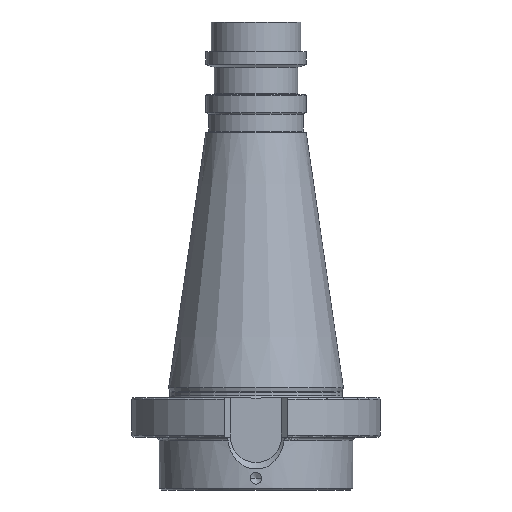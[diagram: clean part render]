
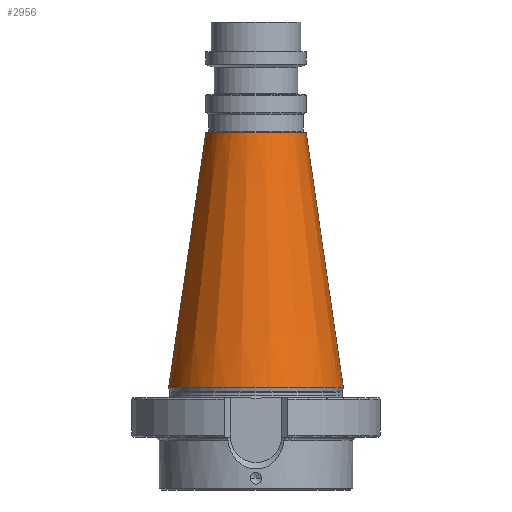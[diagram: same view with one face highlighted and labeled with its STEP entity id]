
A CAD part, left-side view. The second image highlights one B-rep face of the part: STEP entity #2956.
In plain terms, the highlighted conical face has half-angle 8.297 degrees and reference radius 17.391 mm.
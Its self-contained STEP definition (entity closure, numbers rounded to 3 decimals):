
#836=CARTESIAN_POINT('',(0.,0.,-0.9));
#837=DIRECTION('',(0.,0.,-1.));
#838=DIRECTION('',(0.,1.,0.));
#839=AXIS2_PLACEMENT_3D('',#836,#837,#838);
#844=CARTESIAN_POINT('',(0.,0.,-65.4));
#845=DIRECTION('',(0.,0.,-1.));
#846=DIRECTION('',(0.,1.,0.));
#847=AXIS2_PLACEMENT_3D('',#844,#845,#846);
#852=DIRECTION('',(0.,0.144,0.99));
#853=VECTOR('',#852,65.182);
#854=CARTESIAN_POINT('',(0.,12.688,-65.4));
#855=LINE('',#854,#853);
#859=DIRECTION('',(0.,-0.144,0.99));
#860=VECTOR('',#859,65.182);
#861=CARTESIAN_POINT('',(0.,-12.688,-65.4));
#862=LINE('',#861,#860);
#2162=CARTESIAN_POINT('',(0.,22.094,-0.9));
#2164=VERTEX_POINT('',#2162);
#2177=CARTESIAN_POINT('',(0.,-22.094,-0.9));
#2179=VERTEX_POINT('',#2177);
#2221=CARTESIAN_POINT('',(0.,12.688,-65.4));
#2222=VERTEX_POINT('',#2221);
#2231=CARTESIAN_POINT('',(0.,-12.688,-65.4));
#2232=VERTEX_POINT('',#2231);
#2942=CARTESIAN_POINT('',(0.,0.,-33.15));
#2943=DIRECTION('',(0.,0.,1.));
#2944=DIRECTION('',(0.,1.,0.));
#2945=AXIS2_PLACEMENT_3D('',#2942,#2943,#2944);
#2946=CONICAL_SURFACE('',#2945,17.391,8.297);
#2948=ORIENTED_EDGE('',*,*,#2947,.F.);
#2950=ORIENTED_EDGE('',*,*,#2949,.T.);
#2952=ORIENTED_EDGE('',*,*,#2951,.T.);
#2953=ORIENTED_EDGE('',*,*,#2935,.F.);
#2954=EDGE_LOOP('',(#2948,#2950,#2952,#2953));
#2955=FACE_OUTER_BOUND('',#2954,.F.);
#2956=ADVANCED_FACE('',(#2955),#2946,.T.);
#840=CIRCLE('',#839,22.094);
#848=CIRCLE('',#847,12.688);
#2935=EDGE_CURVE('',#2164,#2179,#840,.T.);
#2947=EDGE_CURVE('',#2222,#2164,#855,.T.);
#2949=EDGE_CURVE('',#2222,#2232,#848,.T.);
#2951=EDGE_CURVE('',#2232,#2179,#862,.T.);
